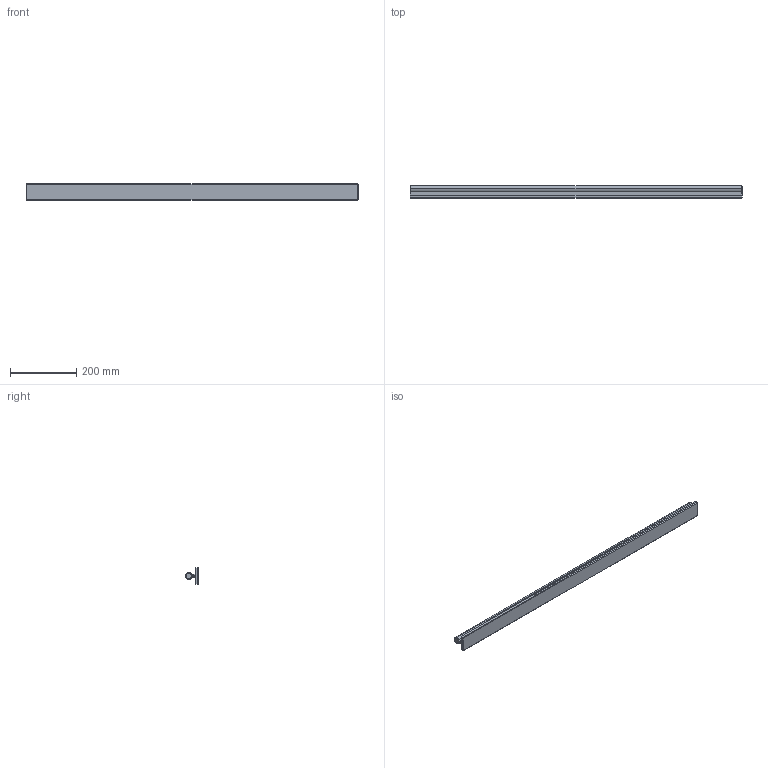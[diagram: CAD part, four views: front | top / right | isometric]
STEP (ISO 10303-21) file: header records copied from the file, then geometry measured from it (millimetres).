
FILE_DESCRIPTION (( 'STEP AP203' ), '1' );
FILE_NAME ('rail.STEP', '2019-01-29T02:44:43', ( '' ), ( '' ), 'SwSTEP 2.0', 'SolidWorks 2016', '' );
FILE_SCHEMA (( 'CONFIG_CONTROL_DESIGN' ));
Length unit declared in the file: millimetre
Products named in the file (1): rail
Bounding box: 1000 x 38.66 x 50 mm (x, y, z)
Volume: 901363.8 mm3; surface area: 180419.5 mm2
Topology: 1 solids, 1 shells, 44 faces, 98 edges, 48 vertices
Faces by surface type: cylinder 21, plane 9, sphere 8, torus 6
Entity records: 1263 total; most frequent: CARTESIAN_POINT 263, DIRECTION 212, ORIENTED_EDGE 180, EDGE_CURVE 90, AXIS2_PLACEMENT_3D 85, VERTEX_POINT 48, FACE_OUTER_BOUND 44, ADVANCED_FACE 44
